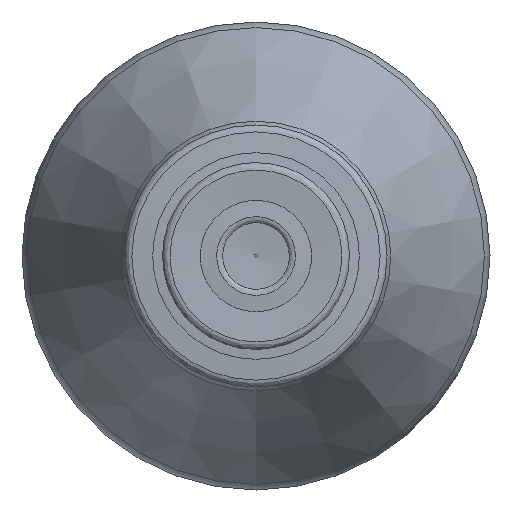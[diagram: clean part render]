
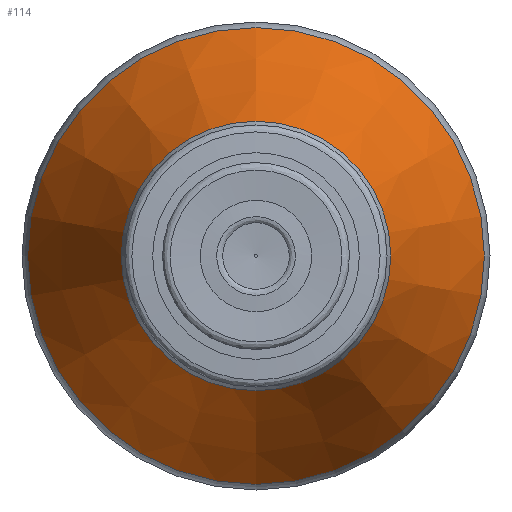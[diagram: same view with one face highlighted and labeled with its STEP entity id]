
A CAD part, left-side view. The second image highlights one B-rep face of the part: STEP entity #114.
In plain terms, the highlighted conical face has half-angle 25.796 degrees and reference radius 12.201 mm.
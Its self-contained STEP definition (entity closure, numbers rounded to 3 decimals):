
#92=CONICAL_SURFACE('',#461,12.201,25.796);
#114=ADVANCED_FACE('',(#169,#170),#92,.T.);
#169=FACE_BOUND('',#230,.T.);
#170=FACE_BOUND('',#231,.T.);
#230=EDGE_LOOP('',(#294));
#231=EDGE_LOOP('',(#295));
#294=ORIENTED_EDGE('',*,*,#376,.T.);
#295=ORIENTED_EDGE('',*,*,#375,.F.);
#343=VERTEX_POINT('',#671);
#344=VERTEX_POINT('',#674);
#375=EDGE_CURVE('',#343,#343,#407,.T.);
#376=EDGE_CURVE('',#344,#344,#408,.T.);
#407=CIRCLE('',#458,12.201);
#408=CIRCLE('',#460,7.198);
#458=AXIS2_PLACEMENT_3D('',#670,#547,#548);
#460=AXIS2_PLACEMENT_3D('',#673,#551,#552);
#461=AXIS2_PLACEMENT_3D('',#675,#553,#554);
#547=DIRECTION('',(1.,0.,0.));
#548=DIRECTION('',(0.,0.,1.));
#551=DIRECTION('',(1.,0.,0.));
#552=DIRECTION('',(0.,0.,1.));
#553=DIRECTION('',(1.,0.,0.));
#554=DIRECTION('',(0.,0.,-1.));
#670=CARTESIAN_POINT('',(72.381,0.,0.));
#671=CARTESIAN_POINT('',(72.381,0.,12.201));
#673=CARTESIAN_POINT('',(62.031,0.,0.));
#674=CARTESIAN_POINT('',(62.031,0.,7.198));
#675=CARTESIAN_POINT('',(72.381,0.,0.));
